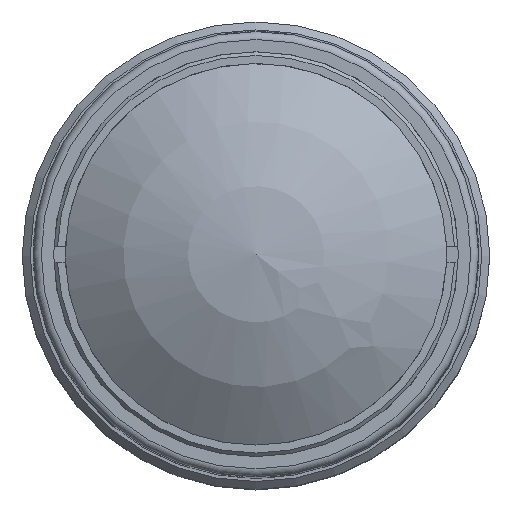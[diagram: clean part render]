
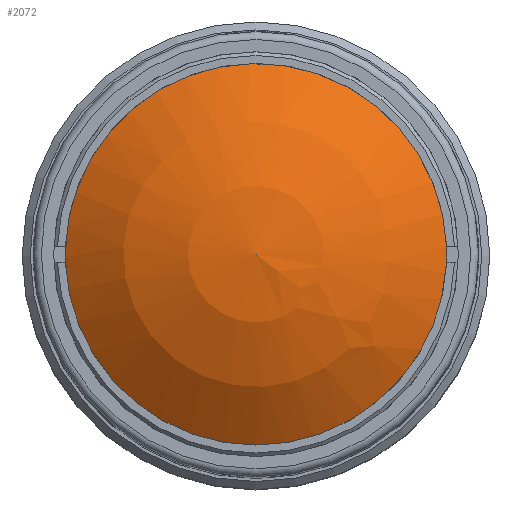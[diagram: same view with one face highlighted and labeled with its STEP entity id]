
A CAD part, top view. The second image highlights one B-rep face of the part: STEP entity #2072.
In plain terms, the highlighted spherical face has radius 19.19 mm.
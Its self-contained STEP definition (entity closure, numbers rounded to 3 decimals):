
#268=SPHERICAL_SURFACE('',#2209,19.19);
#440=FACE_OUTER_BOUND('',#569,.T.);
#569=EDGE_LOOP('',(#1332));
#751=CIRCLE('',#2210,12.);
#841=VERTEX_POINT('',#3038);
#1048=EDGE_CURVE('',#841,#841,#751,.T.);
#1332=ORIENTED_EDGE('',*,*,#1048,.F.);
#2072=ADVANCED_FACE('',(#440),#268,.T.);
#2209=AXIS2_PLACEMENT_3D('',#3037,#2431,#2432);
#2210=AXIS2_PLACEMENT_3D('',#3039,#2433,#2434);
#2431=DIRECTION('center_axis',(0.,0.,
1.));
#2432=DIRECTION('ref_axis',(0.789,-0.615,0.));
#2433=DIRECTION('center_axis',(0.,0.,
-1.));
#2434=DIRECTION('ref_axis',(0.,-1.,0.));
#3037=CARTESIAN_POINT('Origin',(0.,0.,
-20.348));
#3038=CARTESIAN_POINT('',(0.,-12.,-5.372));
#3039=CARTESIAN_POINT('Origin',(0.,0.,
-5.372));
